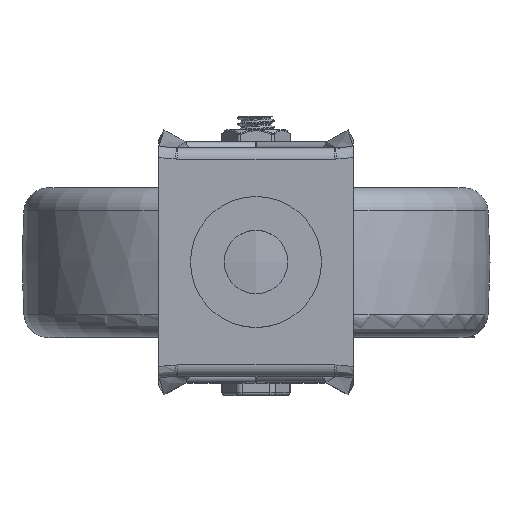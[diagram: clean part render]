
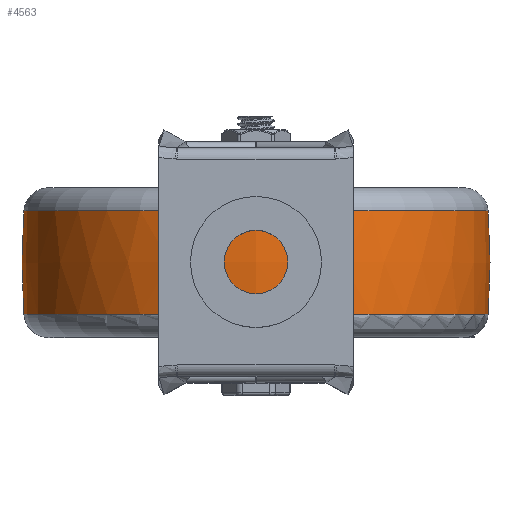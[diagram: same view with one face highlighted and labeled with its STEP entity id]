
A CAD part, top view. The second image highlights one B-rep face of the part: STEP entity #4563.
In plain terms, the highlighted free-form (B-spline) face has degree [2, 2] with [3, 9] control points.
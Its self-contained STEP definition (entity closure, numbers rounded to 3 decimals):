
#17=(
BOUNDED_SURFACE()
B_SPLINE_SURFACE(2,2,((#14520,#14521,#14522,#14523,#14524,#14525,#14526,
#14527,#14528),(#14529,#14530,#14531,#14532,#14533,#14534,#14535,#14536,
#14537),(#14538,#14539,#14540,#14541,#14542,#14543,#14544,#14545,#14546)),
 .UNSPECIFIED.,.F.,.T.,.F.)
B_SPLINE_SURFACE_WITH_KNOTS((3,3),(3,2,2,2,3),(-0.073,0.073),
(-3.142,-1.571,0.,1.571,3.142),
 .UNSPECIFIED.)
GEOMETRIC_REPRESENTATION_ITEM()
RATIONAL_B_SPLINE_SURFACE(((1.,0.707,1.,0.707,1.,
0.707,1.,0.707,1.),(0.997,0.705,
0.997,0.705,0.997,0.705,
0.997,0.705,0.997),(1.,0.707,
1.,0.707,1.,0.707,1.,0.707,1.)))
REPRESENTATION_ITEM('')
SURFACE()
);
#412=FACE_OUTER_BOUND('',#709,.T.);
#709=EDGE_LOOP('',(#3472,#3473,#3474,#3475,#3476,#3477));
#993=CIRCLE('',#4985,37.198);
#994=CIRCLE('',#4986,37.198);
#995=CIRCLE('',#4987,113.99);
#996=CIRCLE('',#4988,37.198);
#997=CIRCLE('',#4989,37.198);
#1996=VERTEX_POINT('',#14515);
#1997=VERTEX_POINT('',#14517);
#1998=VERTEX_POINT('',#14547);
#1999=VERTEX_POINT('',#14549);
#2526=EDGE_CURVE('',#1996,#1997,#993,.T.);
#2527=EDGE_CURVE('',#1997,#1996,#994,.T.);
#2528=EDGE_CURVE('',#1997,#1998,#995,.T.);
#2529=EDGE_CURVE('',#1999,#1998,#996,.T.);
#2530=EDGE_CURVE('',#1998,#1999,#997,.T.);
#3472=ORIENTED_EDGE('',*,*,#2526,.F.);
#3473=ORIENTED_EDGE('',*,*,#2527,.F.);
#3474=ORIENTED_EDGE('',*,*,#2528,.T.);
#3475=ORIENTED_EDGE('',*,*,#2529,.F.);
#3476=ORIENTED_EDGE('',*,*,#2530,.F.);
#3477=ORIENTED_EDGE('',*,*,#2528,.F.);
#4563=ADVANCED_FACE('',(#412),#17,.F.);
#4985=AXIS2_PLACEMENT_3D('',#14518,#5809,#5810);
#4986=AXIS2_PLACEMENT_3D('',#14519,#5811,#5812);
#4987=AXIS2_PLACEMENT_3D('',#14548,#5813,#5814);
#4988=AXIS2_PLACEMENT_3D('',#14550,#5815,#5816);
#4989=AXIS2_PLACEMENT_3D('',#14551,#5817,#5818);
#5809=DIRECTION('center_axis',(0.,1.,0.));
#5810=DIRECTION('ref_axis',(-1.,0.,0.));
#5811=DIRECTION('center_axis',(0.,1.,0.));
#5812=DIRECTION('ref_axis',(-1.,0.,0.));
#5813=DIRECTION('center_axis',(0.,0.,
-1.));
#5814=DIRECTION('ref_axis',(1.,0.,0.));
#5815=DIRECTION('center_axis',(0.,-1.,0.));
#5816=DIRECTION('ref_axis',(1.,0.,0.));
#5817=DIRECTION('center_axis',(0.,-1.,0.));
#5818=DIRECTION('ref_axis',(1.,0.,0.));
#14515=CARTESIAN_POINT('',(0.,8.291,-37.198));
#14517=CARTESIAN_POINT('',(37.198,8.291,0.));
#14518=CARTESIAN_POINT('Origin',(0.,8.291,
0.));
#14519=CARTESIAN_POINT('Origin',(0.,8.291,
0.));
#14520=CARTESIAN_POINT('Ctrl Pts',(37.198,-8.291,0.));
#14521=CARTESIAN_POINT('Ctrl Pts',(37.198,-8.291,-37.198));
#14522=CARTESIAN_POINT('Ctrl Pts',(0.,-8.291,
-37.198));
#14523=CARTESIAN_POINT('Ctrl Pts',(-37.198,-8.291,-37.198));
#14524=CARTESIAN_POINT('Ctrl Pts',(-37.198,-8.291,0.));
#14525=CARTESIAN_POINT('Ctrl Pts',(-37.198,-8.291,37.198));
#14526=CARTESIAN_POINT('Ctrl Pts',(0.,-8.291,
37.198));
#14527=CARTESIAN_POINT('Ctrl Pts',(37.198,-8.291,37.198));
#14528=CARTESIAN_POINT('Ctrl Pts',(37.198,-8.291,0.));
#14529=CARTESIAN_POINT('Ctrl Pts',(37.803,0.,
0.));
#14530=CARTESIAN_POINT('Ctrl Pts',(37.803,0.,
-37.803));
#14531=CARTESIAN_POINT('Ctrl Pts',(0.,0.,
-37.803));
#14532=CARTESIAN_POINT('Ctrl Pts',(-37.803,0.,
-37.803));
#14533=CARTESIAN_POINT('Ctrl Pts',(-37.803,0.,
0.));
#14534=CARTESIAN_POINT('Ctrl Pts',(-37.803,0.,
37.803));
#14535=CARTESIAN_POINT('Ctrl Pts',(0.,0.,
37.803));
#14536=CARTESIAN_POINT('Ctrl Pts',(37.803,0.,
37.803));
#14537=CARTESIAN_POINT('Ctrl Pts',(37.803,0.,
0.));
#14538=CARTESIAN_POINT('Ctrl Pts',(37.198,8.291,0.));
#14539=CARTESIAN_POINT('Ctrl Pts',(37.198,8.291,-37.198));
#14540=CARTESIAN_POINT('Ctrl Pts',(0.,8.291,
-37.198));
#14541=CARTESIAN_POINT('Ctrl Pts',(-37.198,8.291,-37.198));
#14542=CARTESIAN_POINT('Ctrl Pts',(-37.198,8.291,0.));
#14543=CARTESIAN_POINT('Ctrl Pts',(-37.198,8.291,37.198));
#14544=CARTESIAN_POINT('Ctrl Pts',(0.,8.291,
37.198));
#14545=CARTESIAN_POINT('Ctrl Pts',(37.198,8.291,37.198));
#14546=CARTESIAN_POINT('Ctrl Pts',(37.198,8.291,0.));
#14547=CARTESIAN_POINT('',(37.198,-8.291,0.));
#14548=CARTESIAN_POINT('Origin',(-76.49,0.,
0.));
#14549=CARTESIAN_POINT('',(0.,-8.291,-37.198));
#14550=CARTESIAN_POINT('Origin',(0.,-8.291,
0.));
#14551=CARTESIAN_POINT('Origin',(0.,-8.291,
0.));
